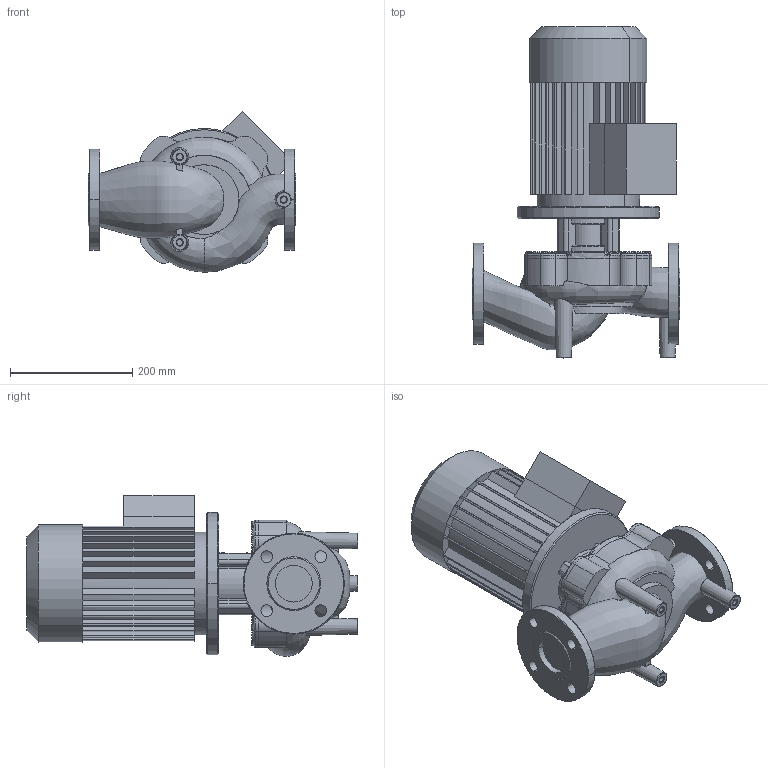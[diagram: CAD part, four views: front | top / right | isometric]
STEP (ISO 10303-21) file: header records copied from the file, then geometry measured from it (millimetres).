
FILE_DESCRIPTION((''),'2;1');
FILE_NAME('3d_IL50_110-1_5_2-2120874.stp','2016-05-24T11:16:12',(''),(''),'Mechanical Desktop 2009','Mechanical Desktop 2009',', , ');
FILE_SCHEMA(('CONFIG_CONTROL_DESIGN'));
Length unit declared in the file: millimetre
Products named in the file (1): Product
Bounding box: 340 x 543.03 x 262.97 mm (x, y, z)
Volume: 15354981.7 mm3; surface area: 917475.4 mm2
Topology: 10 solids, 10 shells, 528 faces, 1410 edges, 904 vertices
Faces by surface type: plane 151, bspline 142, cylinder 140, torus 84, cone 11
Entity records: 27866 total; most frequent: CARTESIAN_POINT 14843, ORIENTED_EDGE 2802, DIRECTION 2655, EDGE_CURVE 1401, AXIS2_PLACEMENT_3D 1056, VERTEX_POINT 904, CIRCLE 669, EDGE_LOOP 577
